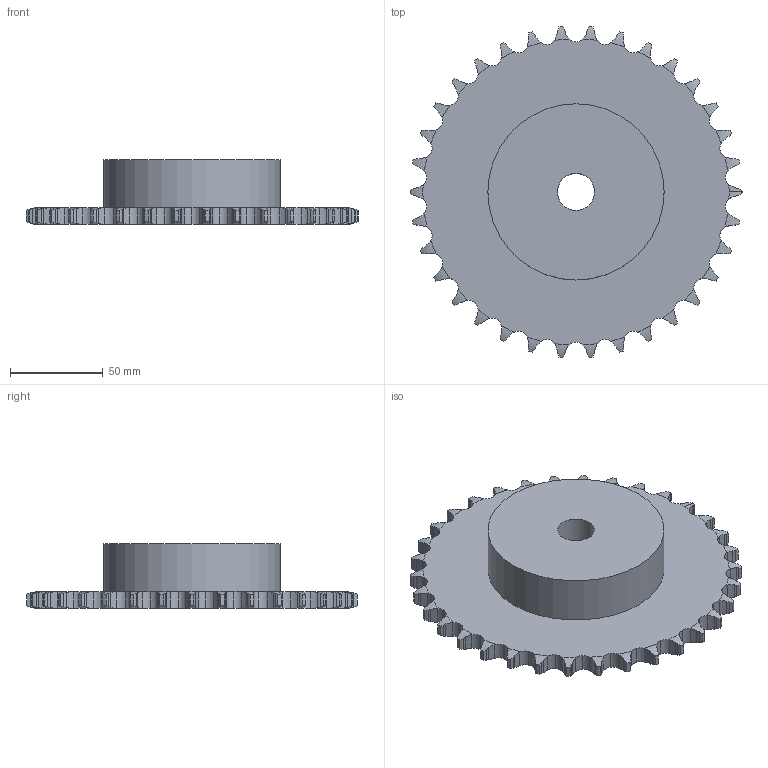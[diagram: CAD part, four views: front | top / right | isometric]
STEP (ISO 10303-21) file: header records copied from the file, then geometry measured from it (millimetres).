
FILE_DESCRIPTION(('FreeCAD Model'),'2;1');
FILE_NAME('Open CASCADE Shape Model','2021-05-09T09:53:26',('FreeCAD'),( 'FreeCAD'),'Open CASCADE STEP processor 7.4','FreeCAD','Unknown');
FILE_SCHEMA(('AUTOMOTIVE_DESIGN { 1 0 10303 214 1 1 1 1 }'));
Length unit declared in the file: millimetre
Products named in the file (1): Open CASCADE STEP translator 7.4 27
Bounding box: 179 x 178.41 x 35 mm (x, y, z)
Volume: 373929.4 mm3; surface area: 60965 mm2
Topology: 1 solids, 1 shells, 383 faces, 1136 edges, 757 vertices
Faces by surface type: cylinder 241, plane 72, torus 70
Full cylindrical faces by diameter (mm): 20 x1, 95 x1
Entity records: 34138 total; most frequent: CARTESIAN_POINT 14965, DIRECTION 2620, ORIENTED_EDGE 2272, PCURVE 2272, DEFINITIONAL_REPRESENTATION 2272, B_SPLINE_CURVE_WITH_KNOTS 1632, LINE 1281, VECTOR 1281
